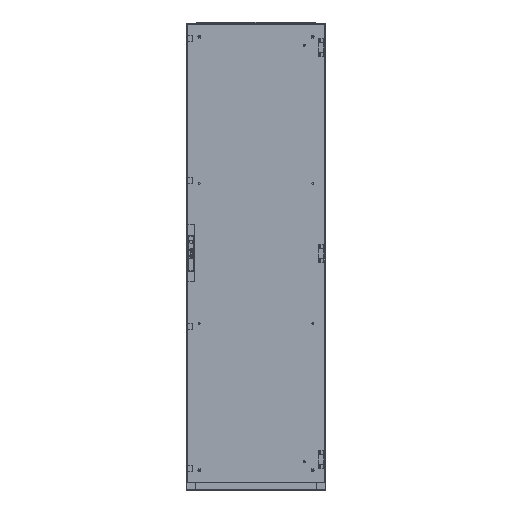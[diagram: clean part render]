
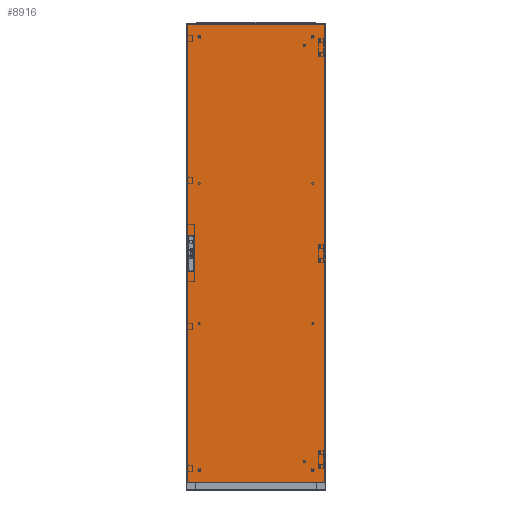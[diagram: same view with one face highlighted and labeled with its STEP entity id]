
A CAD part, top view. The second image highlights one B-rep face of the part: STEP entity #8916.
In plain terms, the highlighted planar face has unit normal (0, 0, 1).
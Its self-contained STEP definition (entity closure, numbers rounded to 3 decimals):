
#285 = CARTESIAN_POINT ( 'NONE',  ( 297., 983.5, 0. ) ) ;
#1597 = LINE ( 'NONE', #81416, #63365 ) ;
#3295 = LINE ( 'NONE', #59874, #67712 ) ;
#4132 = CARTESIAN_POINT ( 'NONE',  ( -297., -983.5, 0. ) ) ;
#4235 = EDGE_CURVE ( 'NONE', #93663, #90878, #1597, .T. ) ;
#5048 = ORIENTED_EDGE ( 'NONE', *, *, #4235, .F. ) ;
#6490 = CARTESIAN_POINT ( 'NONE',  ( -297., -983.5, 0. ) ) ;
#6566 = VERTEX_POINT ( 'NONE', #100692 ) ;
#7632 = DIRECTION ( 'NONE',  ( 0., -1., 0. ) ) ;
#8916 = ADVANCED_FACE ( 'NONE', ( #39327, #19609 ), #10678, .T. ) ;
#10678 = PLANE ( 'NONE',  #50984 ) ;
#10966 = CARTESIAN_POINT ( 'NONE',  ( -293.4, -78.5, 0. ) ) ;
#13148 = VECTOR ( 'NONE', #40710, 1000. ) ;
#13221 = CARTESIAN_POINT ( 'NONE',  ( -297., 983.5, 0. ) ) ;
#13447 = ORIENTED_EDGE ( 'NONE', *, *, #108613, .F. ) ;
#14721 = DIRECTION ( 'NONE',  ( 1., 0., 0. ) ) ;
#15082 = EDGE_CURVE ( 'NONE', #29004, #67753, #65464, .T. ) ;
#17284 = VERTEX_POINT ( 'NONE', #66120 ) ;
#17642 = ORIENTED_EDGE ( 'NONE', *, *, #23816, .T. ) ;
#19609 = FACE_OUTER_BOUND ( 'NONE', #28414, .T. ) ;
#23221 = CARTESIAN_POINT ( 'NONE',  ( -263., -78.5, 0. ) ) ;
#23424 = DIRECTION ( 'NONE',  ( -1., 0., 0. ) ) ;
#23816 = EDGE_CURVE ( 'NONE', #6566, #29004, #64646, .T. ) ;
#24588 = CARTESIAN_POINT ( 'NONE',  ( -293.4, 78.5, 0. ) ) ;
#28414 = EDGE_LOOP ( 'NONE', ( #52777, #17642, #71703, #72658 ) ) ;
#29004 = VERTEX_POINT ( 'NONE', #13221 ) ;
#31143 = VECTOR ( 'NONE', #59114, 1000. ) ;
#39327 = FACE_BOUND ( 'NONE', #41666, .T. ) ;
#39679 = VECTOR ( 'NONE', #23424, 1000. ) ;
#40710 = DIRECTION ( 'NONE',  ( 1., 0., 0. ) ) ;
#41666 = EDGE_LOOP ( 'NONE', ( #72018, #93027, #5048, #13447 ) ) ;
#43206 = VECTOR ( 'NONE', #77500, 1000. ) ;
#44592 = DIRECTION ( 'NONE',  ( 0., 0., 1. ) ) ;
#50984 = AXIS2_PLACEMENT_3D ( 'NONE', #69483, #44592, #103014 ) ;
#52395 = CARTESIAN_POINT ( 'NONE',  ( -297., 983.5, 0. ) ) ;
#52777 = ORIENTED_EDGE ( 'NONE', *, *, #54790, .T. ) ;
#54238 = VERTEX_POINT ( 'NONE', #101559 ) ;
#54790 = EDGE_CURVE ( 'NONE', #17284, #6566, #61351, .T. ) ;
#57917 = LINE ( 'NONE', #6490, #13148 ) ;
#59114 = DIRECTION ( 'NONE',  ( 0., 1., 0. ) ) ;
#59514 = DIRECTION ( 'NONE',  ( 1., 0., 0. ) ) ;
#59874 = CARTESIAN_POINT ( 'NONE',  ( -293.4, 78.5, 0. ) ) ;
#61351 = LINE ( 'NONE', #285, #31143 ) ;
#61582 = VECTOR ( 'NONE', #107936, 1000. ) ;
#62179 = EDGE_CURVE ( 'NONE', #67753, #17284, #57917, .T. ) ;
#63365 = VECTOR ( 'NONE', #14721, 1000. ) ;
#64646 = LINE ( 'NONE', #90055, #39679 ) ;
#65464 = LINE ( 'NONE', #52395, #43206 ) ;
#66120 = CARTESIAN_POINT ( 'NONE',  ( 297., -983.5, 0. ) ) ;
#67712 = VECTOR ( 'NONE', #59514, 1000. ) ;
#67753 = VERTEX_POINT ( 'NONE', #4132 ) ;
#68720 = VECTOR ( 'NONE', #7632, 1000. ) ;
#69483 = CARTESIAN_POINT ( 'NONE',  ( 0., 0., 0. ) ) ;
#70141 = EDGE_CURVE ( 'NONE', #89824, #54238, #3295, .T. ) ;
#71703 = ORIENTED_EDGE ( 'NONE', *, *, #15082, .T. ) ;
#72018 = ORIENTED_EDGE ( 'NONE', *, *, #70141, .T. ) ;
#72658 = ORIENTED_EDGE ( 'NONE', *, *, #62179, .T. ) ;
#77500 = DIRECTION ( 'NONE',  ( 0., -1., 0. ) ) ;
#81416 = CARTESIAN_POINT ( 'NONE',  ( -293.4, -78.5, 0. ) ) ;
#86362 = LINE ( 'NONE', #99527, #61582 ) ;
#89824 = VERTEX_POINT ( 'NONE', #24588 ) ;
#90055 = CARTESIAN_POINT ( 'NONE',  ( -297., 983.5, 0. ) ) ;
#90878 = VERTEX_POINT ( 'NONE', #23221 ) ;
#93027 = ORIENTED_EDGE ( 'NONE', *, *, #106996, .T. ) ;
#93508 = LINE ( 'NONE', #108071, #68720 ) ;
#93663 = VERTEX_POINT ( 'NONE', #10966 ) ;
#99527 = CARTESIAN_POINT ( 'NONE',  ( -293.4, 0., 0. ) ) ;
#100692 = CARTESIAN_POINT ( 'NONE',  ( 297., 983.5, 0. ) ) ;
#101559 = CARTESIAN_POINT ( 'NONE',  ( -263., 78.5, 0. ) ) ;
#103014 = DIRECTION ( 'NONE',  ( 1., 0., 0. ) ) ;
#106996 = EDGE_CURVE ( 'NONE', #54238, #90878, #93508, .T. ) ;
#107936 = DIRECTION ( 'NONE',  ( 0., -1., 0. ) ) ;
#108071 = CARTESIAN_POINT ( 'NONE',  ( -263., 0., 0. ) ) ;
#108613 = EDGE_CURVE ( 'NONE', #89824, #93663, #86362, .T. ) ;
